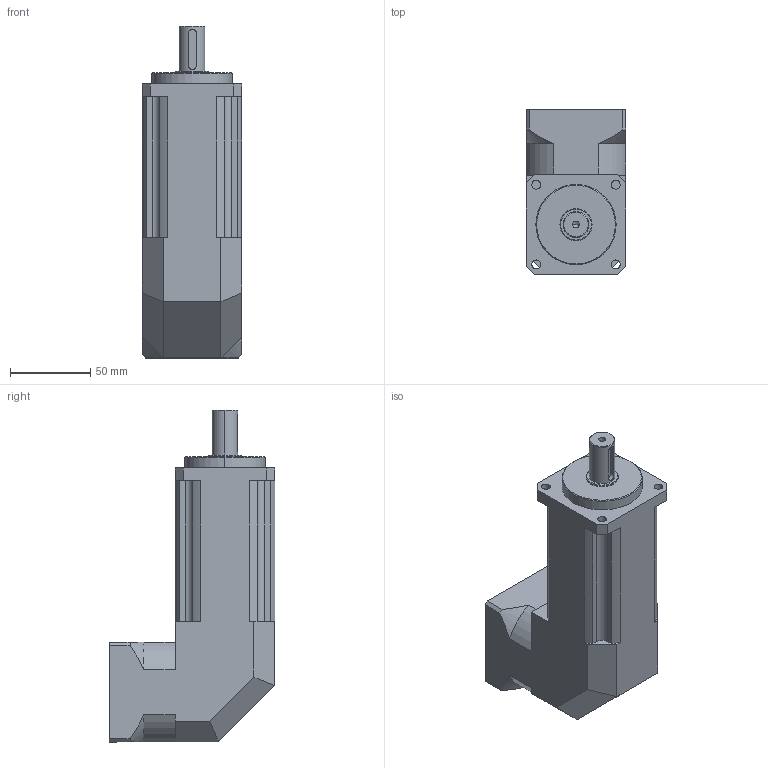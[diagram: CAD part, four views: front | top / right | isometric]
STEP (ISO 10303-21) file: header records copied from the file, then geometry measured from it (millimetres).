
FILE_DESCRIPTION (( 'STEP AP203' ), '1' );
FILE_NAME ('ABR60-L3-K-14-50-70.STEP', '2022-06-16T07:39:49', ( 'PC' ), ( 'Microsoft' ), 'SwSTEP 2.0', 'SolidWorks 2016', '' );
FILE_SCHEMA (( 'CONFIG_CONTROL_DESIGN' ));
Length unit declared in the file: millimetre
Products named in the file (1): ABR60-L3-K-14-50-70
Bounding box: 62 x 103 x 206.5 mm (x, y, z)
Volume: 700127.1 mm3; surface area: 66681.3 mm2
Topology: 1 solids, 1 shells, 132 faces, 349 edges, 221 vertices
Faces by surface type: cylinder 55, plane 54, cone 23
Entity records: 4222 total; most frequent: CARTESIAN_POINT 824, DIRECTION 715, ORIENTED_EDGE 678, EDGE_CURVE 339, AXIS2_PLACEMENT_3D 258, VERTEX_POINT 221, LINE 199, VECTOR 199
